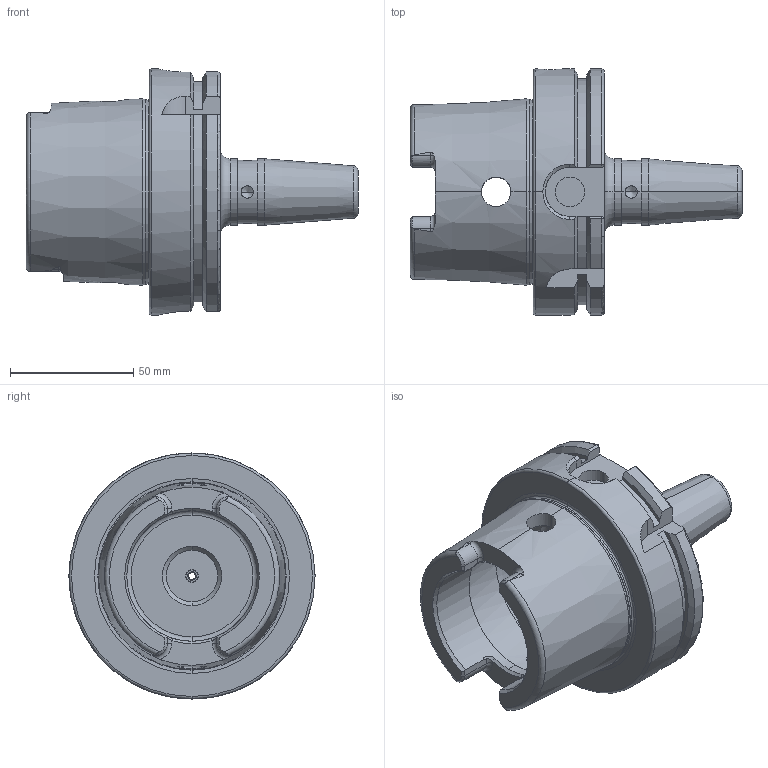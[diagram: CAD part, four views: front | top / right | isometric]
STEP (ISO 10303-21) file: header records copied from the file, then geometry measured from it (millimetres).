
FILE_DESCRIPTION (( 'STEP AP203' ), '1' );
FILE_NAME ('91100A-SR08085.STEP', '2023-06-13T09:49:25', ( '' ), ( '' ), 'SwSTEP 2.0', 'SolidWorks 2018', '' );
FILE_SCHEMA (( 'CONFIG_CONTROL_DESIGN' ));
Length unit declared in the file: millimetre
Products named in the file (4): HSKA100SFC08085WW; SCWM6X10; 91100A-SR08085
Assembly tree (3 placements, depth 3):
  91100A-SR08085
    HSKA100SFC08085WW
      HSKA100SFC08085WW
      SCWM6X10
Bounding box: 134.95 x 100 x 100 mm (x, y, z)
Volume: 278507.6 mm3; surface area: 55893.1 mm2
Topology: 2 solids, 2 shells, 221 faces, 539 edges, 322 vertices
Faces by surface type: cylinder 68, plane 67, cone 45, torus 31, bspline 10
Entity records: 8254 total; most frequent: CARTESIAN_POINT 2827, ORIENTED_EDGE 1058, DIRECTION 1044, EDGE_CURVE 529, AXIS2_PLACEMENT_3D 417, VERTEX_POINT 322, EDGE_LOOP 239, FACE_OUTER_BOUND 221
